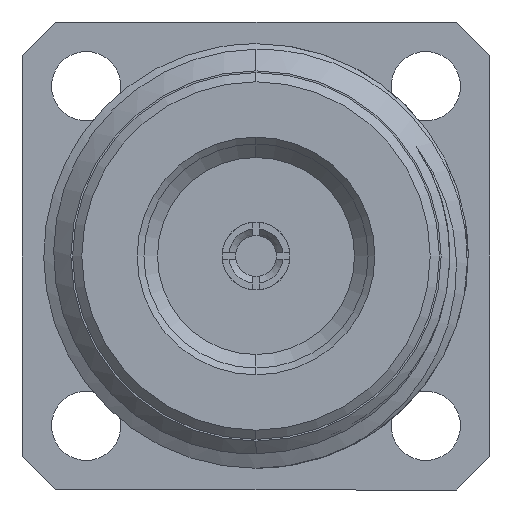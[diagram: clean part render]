
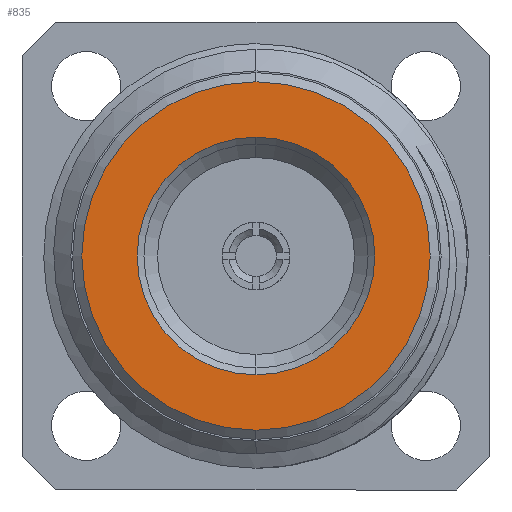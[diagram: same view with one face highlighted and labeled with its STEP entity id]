
A CAD part, left-side view. The second image highlights one B-rep face of the part: STEP entity #835.
In plain terms, the highlighted planar face has unit normal (-1, 0, 0).
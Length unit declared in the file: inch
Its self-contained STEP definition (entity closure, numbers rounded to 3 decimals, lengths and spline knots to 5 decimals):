
#305 = DIRECTION ( 'NONE',  ( 0., 0., 1. ) ) ;
#358 = EDGE_CURVE ( 'NONE', #960, #1916, #3745, .T. ) ;
#484 = ORIENTED_EDGE ( 'NONE', *, *, #1871, .T. ) ;
#649 = DIRECTION ( 'NONE',  ( 1., 0., 0. ) ) ;
#801 = CIRCLE ( 'NONE', #2296, 0.175 ) ;
#835 = ADVANCED_FACE ( 'NONE', ( #3651, #1687 ), #933, .F. ) ;
#896 = EDGE_CURVE ( 'NONE', #1916, #960, #801, .T. ) ;
#933 = PLANE ( 'NONE',  #4151 ) ;
#945 = DIRECTION ( 'NONE',  ( 0., 0., 1. ) ) ;
#960 = VERTEX_POINT ( 'NONE', #2637 ) ;
#967 = DIRECTION ( 'NONE',  ( -1., 0., 0. ) ) ;
#981 = DIRECTION ( 'NONE',  ( 1., 0., 0. ) ) ;
#1311 = CARTESIAN_POINT ( 'NONE',  ( 0., 0., 0. ) ) ;
#1687 = FACE_BOUND ( 'NONE', #3521, .T. ) ;
#1717 = DIRECTION ( 'NONE',  ( -1., 0., 0. ) ) ;
#1850 = ORIENTED_EDGE ( 'NONE', *, *, #896, .T. ) ;
#1871 = EDGE_CURVE ( 'NONE', #3008, #2727, #2376, .T. ) ;
#1916 = VERTEX_POINT ( 'NONE', #2989 ) ;
#2005 = CARTESIAN_POINT ( 'NONE',  ( 0., 0., 0. ) ) ;
#2093 = ORIENTED_EDGE ( 'NONE', *, *, #2102, .T. ) ;
#2102 = EDGE_CURVE ( 'NONE', #2727, #3008, #3861, .T. ) ;
#2286 = CARTESIAN_POINT ( 'NONE',  ( 0., 0., -0.25643 ) ) ;
#2294 = CARTESIAN_POINT ( 'NONE',  ( 0., 0., 0. ) ) ;
#2296 = AXIS2_PLACEMENT_3D ( 'NONE', #2978, #981, #305 ) ;
#2376 = CIRCLE ( 'NONE', #3608, 0.25643 ) ;
#2381 = AXIS2_PLACEMENT_3D ( 'NONE', #3742, #1717, #3186 ) ;
#2594 = DIRECTION ( 'NONE',  ( 0., 0., -1. ) ) ;
#2637 = CARTESIAN_POINT ( 'NONE',  ( 0., 0., 0.175 ) ) ;
#2727 = VERTEX_POINT ( 'NONE', #2286 ) ;
#2743 = ORIENTED_EDGE ( 'NONE', *, *, #358, .T. ) ;
#2792 = CARTESIAN_POINT ( 'NONE',  ( 0., 0., 0.25643 ) ) ;
#2978 = CARTESIAN_POINT ( 'NONE',  ( 0., 0., 0. ) ) ;
#2980 = DIRECTION ( 'NONE',  ( 0., 0., 1. ) ) ;
#2989 = CARTESIAN_POINT ( 'NONE',  ( 0., 0., -0.175 ) ) ;
#3008 = VERTEX_POINT ( 'NONE', #2792 ) ;
#3186 = DIRECTION ( 'NONE',  ( 0., 0., 1. ) ) ;
#3213 = EDGE_LOOP ( 'NONE', ( #2093, #484 ) ) ;
#3277 = DIRECTION ( 'NONE',  ( 1., 0., 0. ) ) ;
#3335 = AXIS2_PLACEMENT_3D ( 'NONE', #2005, #649, #2980 ) ;
#3521 = EDGE_LOOP ( 'NONE', ( #2743, #1850 ) ) ;
#3608 = AXIS2_PLACEMENT_3D ( 'NONE', #1311, #967, #945 ) ;
#3651 = FACE_OUTER_BOUND ( 'NONE', #3213, .T. ) ;
#3742 = CARTESIAN_POINT ( 'NONE',  ( 0., 0., 0. ) ) ;
#3745 = CIRCLE ( 'NONE', #3335, 0.175 ) ;
#3861 = CIRCLE ( 'NONE', #2381, 0.25643 ) ;
#4151 = AXIS2_PLACEMENT_3D ( 'NONE', #2294, #3277, #2594 ) ;
